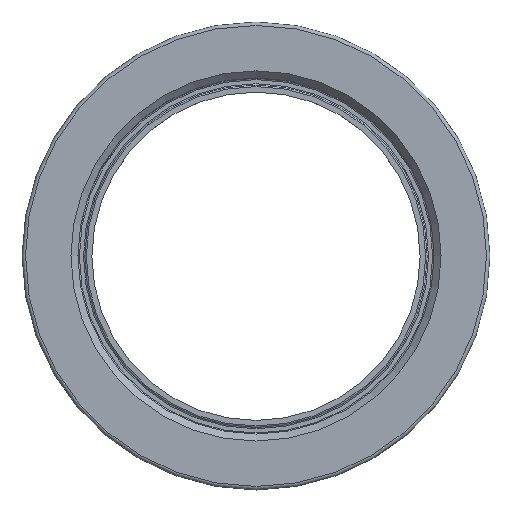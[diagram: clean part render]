
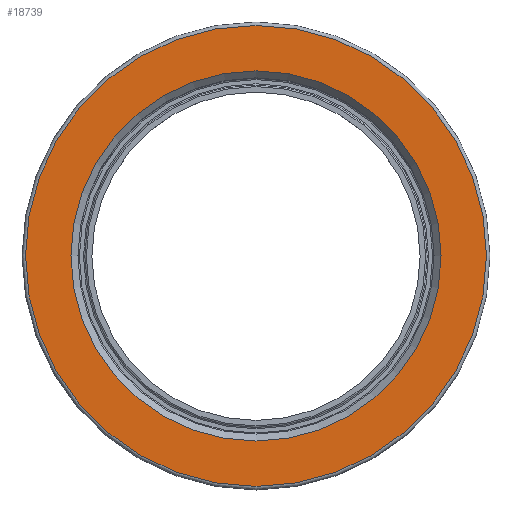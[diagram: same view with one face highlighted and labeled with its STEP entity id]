
A CAD part, top view. The second image highlights one B-rep face of the part: STEP entity #18739.
In plain terms, the highlighted planar face has unit normal (0, 0, 1).
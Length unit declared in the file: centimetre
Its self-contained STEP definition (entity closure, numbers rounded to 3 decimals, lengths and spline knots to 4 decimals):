
#49=CIRCLE('',#19335,53.);
#53=CIRCLE('',#19341,66.);
#188=FACE_BOUND('',#2833,.T.);
#752=PLANE('',#19340);
#1735=FACE_OUTER_BOUND('',#2832,.T.);
#2832=EDGE_LOOP('',(#17228));
#2833=EDGE_LOOP('',(#17229));
#9150=VERTEX_POINT('',#33369);
#9154=VERTEX_POINT('',#33381);
#11844=EDGE_CURVE('',#9150,#9150,#49,.T.);
#11850=EDGE_CURVE('',#9154,#9154,#53,.T.);
#17228=ORIENTED_EDGE('',*,*,#11850,.T.);
#17229=ORIENTED_EDGE('',*,*,#11844,.F.);
#18739=ADVANCED_FACE('',(#1735,#188),#752,.T.);
#19335=AXIS2_PLACEMENT_3D('',#33370,#22371,#22372);
#19340=AXIS2_PLACEMENT_3D('',#33380,#22383,#22384);
#19341=AXIS2_PLACEMENT_3D('',#33382,#22385,#22386);
#22371=DIRECTION('center_axis',(0.,0.,1.));
#22372=DIRECTION('ref_axis',(1.,0.,0.));
#22383=DIRECTION('center_axis',(0.,0.,1.));
#22384=DIRECTION('ref_axis',(1.,0.,0.));
#22385=DIRECTION('center_axis',(0.,0.,1.));
#22386=DIRECTION('ref_axis',(-1.,0.,0.));
#33369=CARTESIAN_POINT('',(-104.,0.,2.));
#33370=CARTESIAN_POINT('Origin',(-51.,0.,2.));
#33380=CARTESIAN_POINT('Origin',(-51.,0.,2.));
#33381=CARTESIAN_POINT('',(15.,0.,2.));
#33382=CARTESIAN_POINT('Origin',(-51.,0.,2.));
